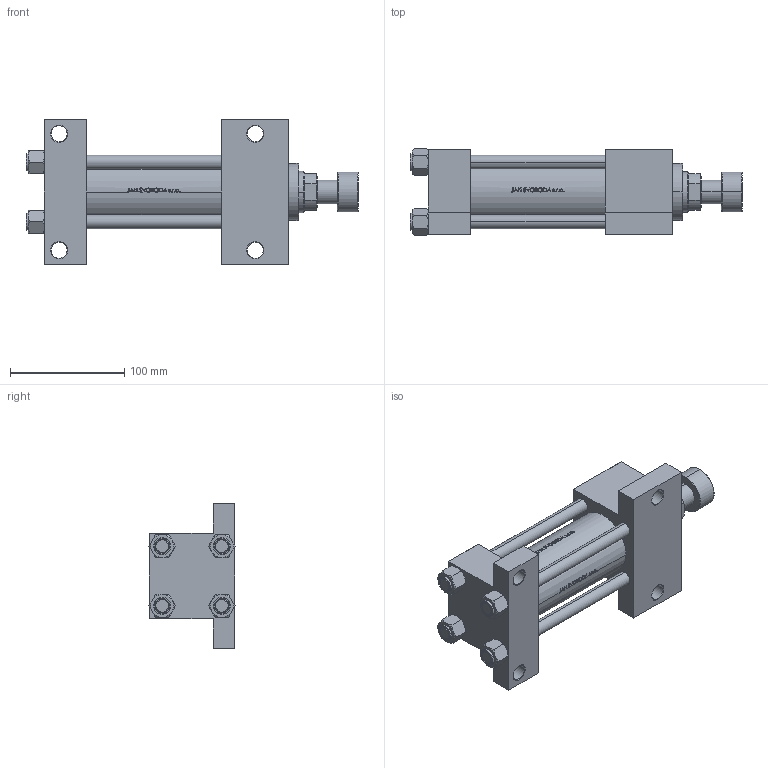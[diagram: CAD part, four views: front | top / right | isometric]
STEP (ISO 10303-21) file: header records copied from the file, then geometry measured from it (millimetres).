
FILE_DESCRIPTION (( 'STEP AP203' ), '1' );
FILE_NAME ('c604.STEP', '2022-04-15T16:23:21', ( '' ), ( '' ), 'SwSTEP 2.0', 'SolidWorks 2019', '' );
FILE_SCHEMA (( 'CONFIG_CONTROL_DESIGN' ));
Length unit declared in the file: millimetre
Products named in the file (7): V215_VC_A 05385d5a489a5bdc8d8e538b6ca23d6d; V215CR_G_Body 05385d5a489a5bdc8d8e538b6ca23d6d; V215CR_ROD_END_F 05385d5a489a5bdc8d8e538b6ca23d6d; NUT_M5_G 05385d5a489a5bdc8d8e538b6ca23d6d; V215CR_VCP_G 05385d5a489a5bdc8d8e538b6ca23d6d; V215CR_G_TYCINKA 05385d5a489a5bdc8d8e538b6ca23d6d; c604
Assembly tree (16 placements, depth 2):
  c604
    V215CR_G_Body 05385d5a489a5bdc8d8e538b6ca23d6d
    V215CR_VCP_G 05385d5a489a5bdc8d8e538b6ca23d6d
    V215CR_G_TYCINKA 05385d5a489a5bdc8d8e538b6ca23d6d  x6
    NUT_M5_G 05385d5a489a5bdc8d8e538b6ca23d6d  x6
    V215_VC_A 05385d5a489a5bdc8d8e538b6ca23d6d
    V215CR_ROD_END_F 05385d5a489a5bdc8d8e538b6ca23d6d
Bounding box: 291 x 75.54 x 127 mm (x, y, z)
Volume: 970818.2 mm3; surface area: 227557.1 mm2
Topology: 16 solids, 16 shells, 1182 faces, 2942 edges, 1877 vertices
Faces by surface type: plane 456, bspline 380, cone 190, cylinder 140, torus 16
Entity records: 48007 total; most frequent: CARTESIAN_POINT 25937, ORIENTED_EDGE 5040, DIRECTION 3114, EDGE_CURVE 2520, VERTEX_POINT 1637, LINE 1298, VECTOR 1298, EDGE_LOOP 1083
